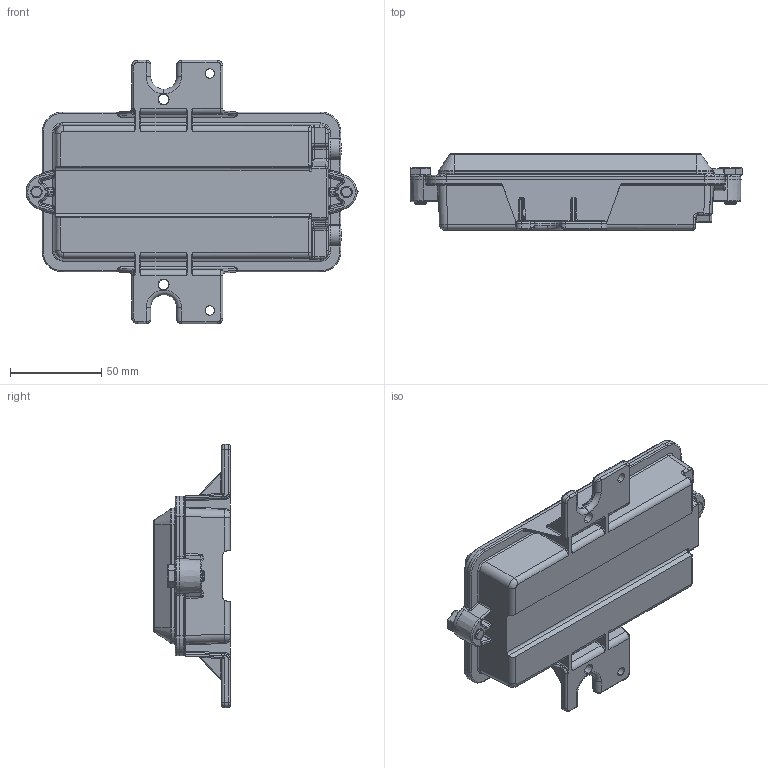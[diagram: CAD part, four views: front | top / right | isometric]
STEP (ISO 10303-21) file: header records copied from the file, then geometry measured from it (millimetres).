
FILE_DESCRIPTION (( 'STEP AP214' ), '1' );
FILE_NAME ('1101-998-E.STEP', '2019-01-25T18:06:04', ( '' ), ( '' ), 'SwSTEP 2.0', 'SolidWorks 2018', '' );
FILE_SCHEMA (( 'AUTOMOTIVE_DESIGN' ));
Length unit declared in the file: inch
Products named in the file (15): 2003-2709; Water Proof Seal^2004-173; 2102-478; 2004-149-AL; 2004-173; 2021-324; 1000-1284; 1101-998-E
Assembly tree (9 placements, depth 5):
  Water Proof Seal^2004-173
  2102-478
  2004-149-AL
  2003-2709
  2004-173
Bounding box: 182.03 x 41.86 x 144.46 mm (x, y, z)
Volume: 122310.4 mm3; surface area: 115027.1 mm2
Topology: 7 solids, 7 shells, 3265 faces, 8230 edges, 5117 vertices
Faces by surface type: plane 1470, bspline 791, cylinder 687, torus 143, cone 114, sphere 60
Entity records: 133141 total; most frequent: CARTESIAN_POINT 56216, ORIENTED_EDGE 16006, DIRECTION 12429, EDGE_CURVE 8003, VERTEX_POINT 5029, VECTOR 4883, LINE 4883, AXIS2_PLACEMENT_3D 3773
